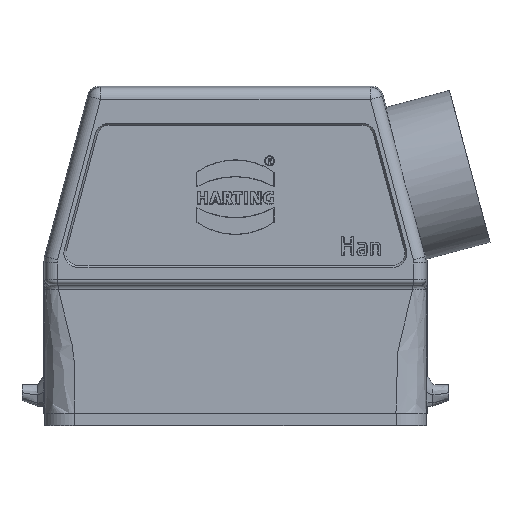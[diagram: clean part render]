
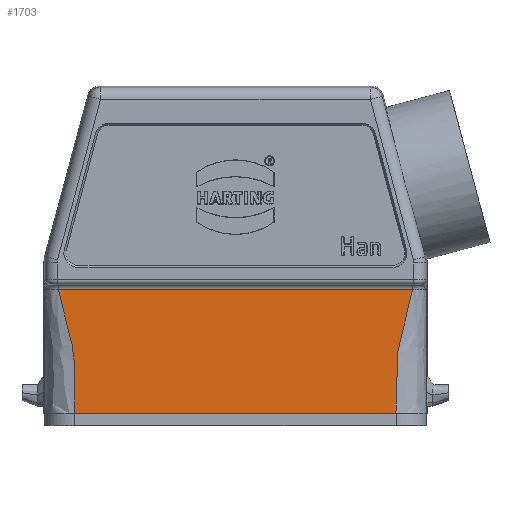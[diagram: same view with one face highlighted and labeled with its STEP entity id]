
A CAD part, front view. The second image highlights one B-rep face of the part: STEP entity #1703.
In plain terms, the highlighted planar face has unit normal (0, -1, 0).
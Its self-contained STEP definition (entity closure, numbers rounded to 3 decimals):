
#1343=FACE_OUTER_BOUND('',#2349,.T.);
#1703=ADVANCED_FACE('',(#1343),#2066,.T.);
#2066=PLANE('',#10573);
#2349=EDGE_LOOP('',(#3156,#3157,#3158,#3159));
#2742=(
BOUNDED_CURVE()
B_SPLINE_CURVE(3,(#15765,#15766,#15767,#15768,#15769,#15770,#15771,#15772,
#15773,#15774),.UNSPECIFIED.,.F.,.F.)
B_SPLINE_CURVE_WITH_KNOTS((4,3,3,4),(0.,0.095,0.311,
1.),.UNSPECIFIED.)
CURVE()
GEOMETRIC_REPRESENTATION_ITEM()
RATIONAL_B_SPLINE_CURVE((1.,1.,1.,1.,1.,1.,1.,1.,1.,1.))
REPRESENTATION_ITEM('')
);
#2743=(
BOUNDED_CURVE()
B_SPLINE_CURVE(3,(#15776,#15777,#15778,#15779,#15780,#15781,#15782,#15783,
#15784,#15785),.UNSPECIFIED.,.F.,.F.)
B_SPLINE_CURVE_WITH_KNOTS((4,3,3,4),(0.,0.689,0.905,
1.),.UNSPECIFIED.)
CURVE()
GEOMETRIC_REPRESENTATION_ITEM()
RATIONAL_B_SPLINE_CURVE((1.,1.,1.,1.,1.,1.,1.,1.,1.,1.))
REPRESENTATION_ITEM('')
);
#3156=ORIENTED_EDGE('',*,*,#5522,.T.);
#3157=ORIENTED_EDGE('',*,*,#5214,.F.);
#3158=ORIENTED_EDGE('',*,*,#5523,.T.);
#3159=ORIENTED_EDGE('',*,*,#5524,.T.);
#4638=VERTEX_POINT('',#14460);
#4639=VERTEX_POINT('',#14462);
#4916=VERTEX_POINT('',#15775);
#4917=VERTEX_POINT('',#15786);
#5214=EDGE_CURVE('',#4638,#4639,#8074,.T.);
#5522=EDGE_CURVE('',#4916,#4639,#2742,.T.);
#5523=EDGE_CURVE('',#4638,#4917,#2743,.T.);
#5524=EDGE_CURVE('',#4917,#4916,#8254,.T.);
#8074=LINE('',#14461,#8714);
#8254=LINE('',#15787,#8894);
#8714=VECTOR('',#11164,1.);
#8894=VECTOR('',#11526,1.);
#10573=AXIS2_PLACEMENT_3D('',#15788,#11527,#11528);
#11164=DIRECTION('',(-1.,0.,0.));
#11526=DIRECTION('',(-1.,0.,0.));
#11527=DIRECTION('',(0.,-1.,0.));
#11528=DIRECTION('',(0.,0.,1.));
#14460=CARTESIAN_POINT('',(33.202,-14.75,-11.7));
#14461=CARTESIAN_POINT('',(39.65,-14.75,-11.7));
#14462=CARTESIAN_POINT('',(-33.202,-14.75,-11.7));
#15765=CARTESIAN_POINT('',(-39.393,-14.75,23.183));
#15766=CARTESIAN_POINT('',(-38.574,-14.75,20.406));
#15767=CARTESIAN_POINT('',(-37.755,-14.75,17.628));
#15768=CARTESIAN_POINT('',(-36.936,-14.75,14.85));
#15769=CARTESIAN_POINT('',(-35.069,-14.75,8.517));
#15770=CARTESIAN_POINT('',(-33.202,-14.75,2.183));
#15771=CARTESIAN_POINT('',(-33.202,-14.75,-4.15));
#15772=CARTESIAN_POINT('',(-33.202,-14.75,-24.367));
#15773=CARTESIAN_POINT('',(-33.202,-14.75,-44.583));
#15774=CARTESIAN_POINT('',(-33.202,-14.75,-64.8));
#15775=CARTESIAN_POINT('',(-36.641,-14.75,13.85));
#15776=CARTESIAN_POINT('',(33.202,-14.75,-64.8));
#15777=CARTESIAN_POINT('',(33.202,-14.75,-44.583));
#15778=CARTESIAN_POINT('',(33.202,-14.75,-24.367));
#15779=CARTESIAN_POINT('',(33.202,-14.75,-4.15));
#15780=CARTESIAN_POINT('',(33.202,-14.75,2.183));
#15781=CARTESIAN_POINT('',(35.069,-14.75,8.517));
#15782=CARTESIAN_POINT('',(36.936,-14.75,14.85));
#15783=CARTESIAN_POINT('',(37.755,-14.75,17.628));
#15784=CARTESIAN_POINT('',(38.574,-14.75,20.406));
#15785=CARTESIAN_POINT('',(39.393,-14.75,23.183));
#15786=CARTESIAN_POINT('',(36.641,-14.75,13.85));
#15787=CARTESIAN_POINT('',(-39.65,-14.75,13.85));
#15788=CARTESIAN_POINT('',(-39.65,-14.75,14.85));
